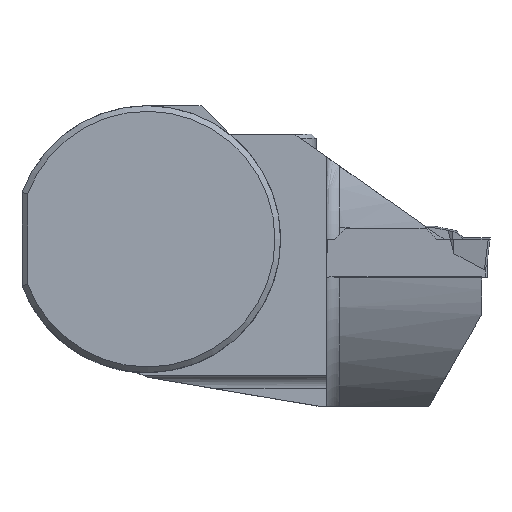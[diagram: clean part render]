
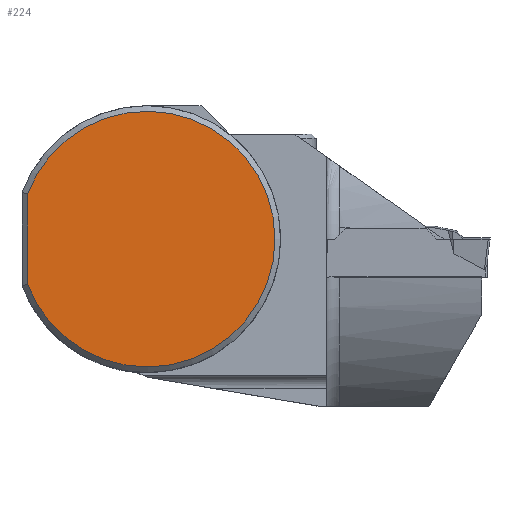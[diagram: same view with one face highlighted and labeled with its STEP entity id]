
A CAD part, top view. The second image highlights one B-rep face of the part: STEP entity #224.
In plain terms, the highlighted planar face has unit normal (0, 0, 1).
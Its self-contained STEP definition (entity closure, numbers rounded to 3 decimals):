
#224=ADVANCED_FACE('',(#352),#283,.F.);
#283=PLANE('',#1664);
#352=FACE_OUTER_BOUND('',#428,.T.);
#428=EDGE_LOOP('',(#1065,#1066));
#559=LINE('',#2734,#697);
#697=VECTOR('',#2003,1.);
#1065=ORIENTED_EDGE('',*,*,#1442,.F.);
#1066=ORIENTED_EDGE('',*,*,#1450,.T.);
#1252=VERTEX_POINT('',#2728);
#1253=VERTEX_POINT('',#2733);
#1442=EDGE_CURVE('',#1253,#1252,#559,.T.);
#1450=EDGE_CURVE('',#1253,#1252,#1491,.T.);
#1491=CIRCLE('',#1661,15.325);
#1661=AXIS2_PLACEMENT_3D('',#2752,#2026,#2027);
#1664=AXIS2_PLACEMENT_3D('',#2755,#2032,#2033);
#2003=DIRECTION('',(0.,1.,0.));
#2026=DIRECTION('',(0.,0.,1.));
#2027=DIRECTION('',(1.,0.,0.));
#2032=DIRECTION('',(0.,0.,-1.));
#2033=DIRECTION('',(1.,0.,0.));
#2728=CARTESIAN_POINT('',(-14.325,5.445,0.));
#2733=CARTESIAN_POINT('',(-14.325,-5.445,0.));
#2734=CARTESIAN_POINT('',(-14.325,16.,0.));
#2752=CARTESIAN_POINT('',(0.,0.,0.));
#2755=CARTESIAN_POINT('',(0.,0.,0.));
